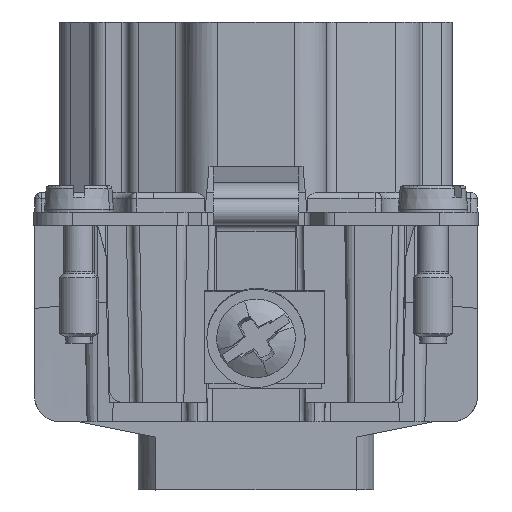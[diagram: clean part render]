
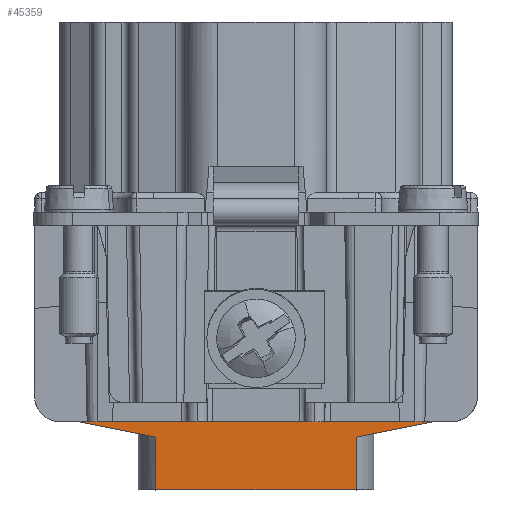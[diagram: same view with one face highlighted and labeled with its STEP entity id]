
A CAD part, front view. The second image highlights one B-rep face of the part: STEP entity #45359.
In plain terms, the highlighted planar face has unit normal (0, -1, 0).
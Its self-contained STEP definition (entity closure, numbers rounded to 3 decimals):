
#44651=AXIS2_PLACEMENT_3D('Circle Axis2P3D',#44649,#44650,$) ;
#45255=AXIS2_PLACEMENT_3D('Plane Axis2P3D',#45252,#45253,#45254) ;
#45289=AXIS2_PLACEMENT_3D('Circle Axis2P3D',#45287,#45288,$) ;
#45301=AXIS2_PLACEMENT_3D('Circle Axis2P3D',#45299,#45300,$) ;
#45329=AXIS2_PLACEMENT_3D('Circle Axis2P3D',#45327,#45328,$) ;
#32503=CARTESIAN_POINT('Vertex',(3.778,15.45,6.2)) ;
#32525=CARTESIAN_POINT('Line Origine',(17.,15.45,6.2)) ;
#32529=CARTESIAN_POINT('Vertex',(30.222,15.45,6.2)) ;
#44599=CARTESIAN_POINT('Vertex',(32.376,15.45,15.3)) ;
#44602=CARTESIAN_POINT('Line Origine',(32.938,15.45,15.3)) ;
#44606=CARTESIAN_POINT('Vertex',(33.5,15.45,15.3)) ;
#44627=CARTESIAN_POINT('Vertex',(32.376,15.45,8.2)) ;
#44630=CARTESIAN_POINT('Line Origine',(32.376,15.45,11.75)) ;
#44646=CARTESIAN_POINT('Vertex',(30.376,15.45,6.2)) ;
#44649=CARTESIAN_POINT('Axis2P3D Location',(30.376,15.45,8.2)) ;
#44666=CARTESIAN_POINT('Line Origine',(30.299,15.45,6.2)) ;
#45235=CARTESIAN_POINT('Vertex',(3.624,15.45,6.2)) ;
#45238=CARTESIAN_POINT('Line Origine',(3.701,15.45,6.2)) ;
#45252=CARTESIAN_POINT('Axis2P3D Location',(17.,15.45,20.2)) ;
#45257=CARTESIAN_POINT('Line Origine',(9.362,15.45,2.015)) ;
#45261=CARTESIAN_POINT('Vertex',(9.362,15.45,0.)) ;
#45263=CARTESIAN_POINT('Vertex',(9.362,15.45,4.03)) ;
#45266=CARTESIAN_POINT('Line Origine',(17.,15.45,0.)) ;
#45270=CARTESIAN_POINT('Vertex',(24.638,15.45,0.)) ;
#45273=CARTESIAN_POINT('Line Origine',(24.638,15.45,2.015)) ;
#45277=CARTESIAN_POINT('Vertex',(24.638,15.45,4.03)) ;
#45280=CARTESIAN_POINT('Line Origine',(27.554,15.45,4.616)) ;
#45284=CARTESIAN_POINT('Vertex',(30.47,15.45,5.201)) ;
#45287=CARTESIAN_POINT('Axis2P3D Location',(30.4,15.45,8.2)) ;
#45291=CARTESIAN_POINT('Vertex',(33.399,15.45,8.158)) ;
#45294=CARTESIAN_POINT('Line Origine',(33.45,15.45,11.729)) ;
#45299=CARTESIAN_POINT('Axis2P3D Location',(3.624,15.45,8.2)) ;
#45303=CARTESIAN_POINT('Vertex',(1.624,15.45,8.2)) ;
#45306=CARTESIAN_POINT('Line Origine',(1.624,15.45,11.75)) ;
#45310=CARTESIAN_POINT('Vertex',(1.624,15.45,15.3)) ;
#45313=CARTESIAN_POINT('Line Origine',(1.062,15.45,15.3)) ;
#45317=CARTESIAN_POINT('Vertex',(0.5,15.45,15.3)) ;
#45320=CARTESIAN_POINT('Line Origine',(0.55,15.45,11.729)) ;
#45324=CARTESIAN_POINT('Vertex',(0.601,15.45,8.158)) ;
#45327=CARTESIAN_POINT('Axis2P3D Location',(3.6,15.45,8.2)) ;
#45331=CARTESIAN_POINT('Vertex',(3.53,15.45,5.201)) ;
#45334=CARTESIAN_POINT('Line Origine',(6.446,15.45,4.616)) ;
#32526=DIRECTION('Vector Direction',(1.,0.,0.)) ;
#44603=DIRECTION('Vector Direction',(-1.,0.,0.)) ;
#44631=DIRECTION('Vector Direction',(0.,0.,-1.)) ;
#44650=DIRECTION('Axis2P3D Direction',(0.,-1.,0.)) ;
#44667=DIRECTION('Vector Direction',(1.,0.,0.)) ;
#45239=DIRECTION('Vector Direction',(1.,0.,0.)) ;
#45253=DIRECTION('Axis2P3D Direction',(0.,1.,0.)) ;
#45254=DIRECTION('Axis2P3D XDirection',(-1.,0.,0.)) ;
#45258=DIRECTION('Vector Direction',(0.,0.,1.)) ;
#45267=DIRECTION('Vector Direction',(1.,0.,0.)) ;
#45274=DIRECTION('Vector Direction',(0.,0.,-1.)) ;
#45281=DIRECTION('Vector Direction',(0.98,0.,0.197)) ;
#45288=DIRECTION('Axis2P3D Direction',(0.,1.,0.)) ;
#45295=DIRECTION('Vector Direction',(0.014,0.,1.)) ;
#45300=DIRECTION('Axis2P3D Direction',(0.,1.,0.)) ;
#45307=DIRECTION('Vector Direction',(0.,0.,-1.)) ;
#45314=DIRECTION('Vector Direction',(1.,0.,0.)) ;
#45321=DIRECTION('Vector Direction',(-0.014,0.,1.)) ;
#45328=DIRECTION('Axis2P3D Direction',(0.,1.,0.)) ;
#45335=DIRECTION('Vector Direction',(-0.98,0.,0.197)) ;
#32527=VECTOR('Line Direction',#32526,1.) ;
#44604=VECTOR('Line Direction',#44603,1.) ;
#44632=VECTOR('Line Direction',#44631,1.) ;
#44668=VECTOR('Line Direction',#44667,1.) ;
#45240=VECTOR('Line Direction',#45239,1.) ;
#45259=VECTOR('Line Direction',#45258,1.) ;
#45268=VECTOR('Line Direction',#45267,1.) ;
#45275=VECTOR('Line Direction',#45274,1.) ;
#45282=VECTOR('Line Direction',#45281,1.) ;
#45296=VECTOR('Line Direction',#45295,1.) ;
#45308=VECTOR('Line Direction',#45307,1.) ;
#45315=VECTOR('Line Direction',#45314,1.) ;
#45322=VECTOR('Line Direction',#45321,1.) ;
#45336=VECTOR('Line Direction',#45335,1.) ;
#45340=ORIENTED_EDGE('',*,*,#45265,.F.) ;
#45341=ORIENTED_EDGE('',*,*,#45272,.F.) ;
#45342=ORIENTED_EDGE('',*,*,#45279,.F.) ;
#45343=ORIENTED_EDGE('',*,*,#45286,.T.) ;
#45344=ORIENTED_EDGE('',*,*,#45293,.T.) ;
#45345=ORIENTED_EDGE('',*,*,#45298,.T.) ;
#45346=ORIENTED_EDGE('',*,*,#44608,.T.) ;
#45347=ORIENTED_EDGE('',*,*,#44634,.T.) ;
#45348=ORIENTED_EDGE('',*,*,#44653,.T.) ;
#45349=ORIENTED_EDGE('',*,*,#44670,.F.) ;
#45350=ORIENTED_EDGE('',*,*,#32531,.F.) ;
#45351=ORIENTED_EDGE('',*,*,#45242,.T.) ;
#45352=ORIENTED_EDGE('',*,*,#45305,.F.) ;
#45353=ORIENTED_EDGE('',*,*,#45312,.F.) ;
#45354=ORIENTED_EDGE('',*,*,#45319,.F.) ;
#45355=ORIENTED_EDGE('',*,*,#45326,.F.) ;
#45356=ORIENTED_EDGE('',*,*,#45333,.F.) ;
#45357=ORIENTED_EDGE('',*,*,#45338,.F.) ;
#45359=ADVANCED_FACE('Hauptk\X2\00F6\X0\rper.1',(#45358),#45256,.F.) ;
#44652=CIRCLE('generated circle',#44651,2.) ;
#45290=CIRCLE('generated circle',#45289,3.) ;
#45302=CIRCLE('generated circle',#45301,2.) ;
#45330=CIRCLE('generated circle',#45329,3.) ;
#32531=EDGE_CURVE('',#32504,#32530,#32528,.T.) ;
#44608=EDGE_CURVE('',#44607,#44600,#44605,.T.) ;
#44634=EDGE_CURVE('',#44600,#44628,#44633,.T.) ;
#44653=EDGE_CURVE('',#44628,#44647,#44652,.F.) ;
#44670=EDGE_CURVE('',#32530,#44647,#44669,.T.) ;
#45242=EDGE_CURVE('',#32504,#45236,#45241,.F.) ;
#45265=EDGE_CURVE('',#45262,#45264,#45260,.T.) ;
#45272=EDGE_CURVE('',#45271,#45262,#45269,.F.) ;
#45279=EDGE_CURVE('',#45278,#45271,#45276,.T.) ;
#45286=EDGE_CURVE('',#45278,#45285,#45283,.T.) ;
#45293=EDGE_CURVE('',#45285,#45292,#45290,.F.) ;
#45298=EDGE_CURVE('',#45292,#44607,#45297,.T.) ;
#45305=EDGE_CURVE('',#45304,#45236,#45302,.F.) ;
#45312=EDGE_CURVE('',#45311,#45304,#45309,.T.) ;
#45319=EDGE_CURVE('',#45318,#45311,#45316,.T.) ;
#45326=EDGE_CURVE('',#45325,#45318,#45323,.T.) ;
#45333=EDGE_CURVE('',#45332,#45325,#45330,.T.) ;
#45338=EDGE_CURVE('',#45264,#45332,#45337,.T.) ;
#45339=EDGE_LOOP('',(#45340,#45341,#45342,#45343,#45344,#45345,#45346,#45347,#45348,#45349,#45350,#45351,#45352,#45353,#45354,#45355,#45356,#45357)) ;
#45358=FACE_OUTER_BOUND('',#45339,.T.) ;
#32528=LINE('Line',#32525,#32527) ;
#44605=LINE('Line',#44602,#44604) ;
#44633=LINE('Line',#44630,#44632) ;
#44669=LINE('Line',#44666,#44668) ;
#45241=LINE('Line',#45238,#45240) ;
#45260=LINE('Line',#45257,#45259) ;
#45269=LINE('Line',#45266,#45268) ;
#45276=LINE('Line',#45273,#45275) ;
#45283=LINE('Line',#45280,#45282) ;
#45297=LINE('Line',#45294,#45296) ;
#45309=LINE('Line',#45306,#45308) ;
#45316=LINE('Line',#45313,#45315) ;
#45323=LINE('Line',#45320,#45322) ;
#45337=LINE('Line',#45334,#45336) ;
#45256=PLANE('',#45255) ;
#32504=VERTEX_POINT('',#32503) ;
#32530=VERTEX_POINT('',#32529) ;
#44600=VERTEX_POINT('',#44599) ;
#44607=VERTEX_POINT('',#44606) ;
#44628=VERTEX_POINT('',#44627) ;
#44647=VERTEX_POINT('',#44646) ;
#45236=VERTEX_POINT('',#45235) ;
#45262=VERTEX_POINT('',#45261) ;
#45264=VERTEX_POINT('',#45263) ;
#45271=VERTEX_POINT('',#45270) ;
#45278=VERTEX_POINT('',#45277) ;
#45285=VERTEX_POINT('',#45284) ;
#45292=VERTEX_POINT('',#45291) ;
#45304=VERTEX_POINT('',#45303) ;
#45311=VERTEX_POINT('',#45310) ;
#45318=VERTEX_POINT('',#45317) ;
#45325=VERTEX_POINT('',#45324) ;
#45332=VERTEX_POINT('',#45331) ;
